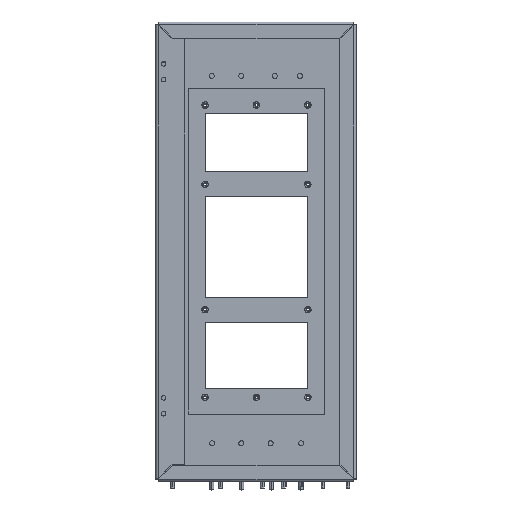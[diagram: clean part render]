
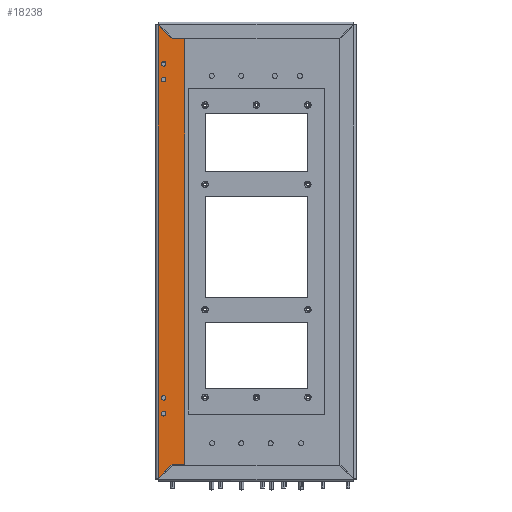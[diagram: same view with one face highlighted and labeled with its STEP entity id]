
A CAD part, top view. The second image highlights one B-rep face of the part: STEP entity #18238.
In plain terms, the highlighted planar face has unit normal (0, 0, 1).
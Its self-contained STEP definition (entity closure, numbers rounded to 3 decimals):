
#106 = ORIENTED_EDGE ( 'NONE', *, *, #7578, .F. ) ;
#343 = FACE_BOUND ( 'NONE', #12633, .T. ) ;
#436 = ORIENTED_EDGE ( 'NONE', *, *, #9096, .F. ) ;
#479 = CIRCLE ( 'NONE', #8971, 2.75 ) ;
#546 = DIRECTION ( 'NONE',  ( 0., 0., 1. ) ) ;
#772 = DIRECTION ( 'NONE',  ( 0.707, -0.707, 0. ) ) ;
#834 = CARTESIAN_POINT ( 'NONE',  ( -107.83, 205.95, 228. ) ) ;
#955 = VERTEX_POINT ( 'NONE', #14480 ) ;
#1067 = CIRCLE ( 'NONE', #18420, 2.75 ) ;
#1385 = AXIS2_PLACEMENT_3D ( 'NONE', #17362, #5491, #15585 ) ;
#1519 = DIRECTION ( 'NONE',  ( 0., 0., 1. ) ) ;
#1576 = PLANE ( 'NONE',  #12825 ) ;
#1657 = VERTEX_POINT ( 'NONE', #18628 ) ;
#1796 = FACE_BOUND ( 'NONE', #19237, .T. ) ;
#2755 = LINE ( 'NONE', #7836, #12602 ) ;
#2851 = ORIENTED_EDGE ( 'NONE', *, *, #14018, .F. ) ;
#2951 = EDGE_CURVE ( 'NONE', #955, #7284, #7979, .T. ) ;
#3026 = EDGE_CURVE ( 'NONE', #18833, #12818, #2755, .T. ) ;
#3072 = VERTEX_POINT ( 'NONE', #4087 ) ;
#3155 = CARTESIAN_POINT ( 'NONE',  ( -117.263, -271.556, 228. ) ) ;
#3297 = CARTESIAN_POINT ( 'NONE',  ( -85.5, -254.793, 228. ) ) ;
#3317 = DIRECTION ( 'NONE',  ( 0., 0., 1. ) ) ;
#3410 = LINE ( 'NONE', #10164, #6405 ) ;
#3646 = DIRECTION ( 'NONE',  ( 1., 0., 0. ) ) ;
#4087 = CARTESIAN_POINT ( 'NONE',  ( -85.5, -254.793, 228. ) ) ;
#4128 = ORIENTED_EDGE ( 'NONE', *, *, #7764, .F. ) ;
#4668 = VECTOR ( 'NONE', #15471, 1000. ) ;
#4935 = DIRECTION ( 'NONE',  ( 1., 0., 0. ) ) ;
#5335 = FACE_BOUND ( 'NONE', #12238, .T. ) ;
#5443 = DIRECTION ( 'NONE',  ( -1., 0., 0. ) ) ;
#5491 = DIRECTION ( 'NONE',  ( 0., 0., 1. ) ) ;
#5518 = ORIENTED_EDGE ( 'NONE', *, *, #3026, .F. ) ;
#5730 = AXIS2_PLACEMENT_3D ( 'NONE', #8191, #3317, #11623 ) ;
#6276 = EDGE_CURVE ( 'NONE', #19013, #8852, #1067, .T. ) ;
#6285 = CARTESIAN_POINT ( 'NONE',  ( -110.58, 205.95, 228. ) ) ;
#6405 = VECTOR ( 'NONE', #10390, 1000. ) ;
#6575 = VERTEX_POINT ( 'NONE', #9648 ) ;
#6595 = ORIENTED_EDGE ( 'NONE', *, *, #9282, .F. ) ;
#6684 = CIRCLE ( 'NONE', #1385, 2.75 ) ;
#6700 = CIRCLE ( 'NONE', #14500, 2.75 ) ;
#6824 = CARTESIAN_POINT ( 'NONE',  ( -113.33, -175., 228. ) ) ;
#7252 = EDGE_CURVE ( 'NONE', #12561, #18833, #3410, .T. ) ;
#7284 = VERTEX_POINT ( 'NONE', #8951 ) ;
#7578 = EDGE_CURVE ( 'NONE', #7284, #955, #11299, .T. ) ;
#7686 = DIRECTION ( 'NONE',  ( 0., 0., 1. ) ) ;
#7729 = CARTESIAN_POINT ( 'NONE',  ( -107.83, -175., 228. ) ) ;
#7764 = EDGE_CURVE ( 'NONE', #8852, #19013, #6684, .T. ) ;
#7836 = CARTESIAN_POINT ( 'NONE',  ( -117.263, 271.556, 228. ) ) ;
#7975 = DIRECTION ( 'NONE',  ( -1., 0., 0. ) ) ;
#7979 = CIRCLE ( 'NONE', #8331, 2.75 ) ;
#8055 = LINE ( 'NONE', #3297, #11286 ) ;
#8191 = CARTESIAN_POINT ( 'NONE',  ( -110.58, -194.05, 228. ) ) ;
#8331 = AXIS2_PLACEMENT_3D ( 'NONE', #20982, #546, #3646 ) ;
#8542 = CIRCLE ( 'NONE', #5730, 2.75 ) ;
#8697 = CARTESIAN_POINT ( 'NONE',  ( -85.5, 254.793, 228. ) ) ;
#8850 = CARTESIAN_POINT ( 'NONE',  ( -117.263, 271.556, 228. ) ) ;
#8852 = VERTEX_POINT ( 'NONE', #6824 ) ;
#8951 = CARTESIAN_POINT ( 'NONE',  ( -107.83, 225., 228. ) ) ;
#8971 = AXIS2_PLACEMENT_3D ( 'NONE', #6285, #12842, #11278 ) ;
#9096 = EDGE_CURVE ( 'NONE', #12802, #1657, #20182, .T. ) ;
#9282 = EDGE_CURVE ( 'NONE', #6575, #12846, #6700, .T. ) ;
#9454 = ORIENTED_EDGE ( 'NONE', *, *, #6276, .F. ) ;
#9648 = CARTESIAN_POINT ( 'NONE',  ( -113.33, 205.95, 228. ) ) ;
#10005 = VERTEX_POINT ( 'NONE', #16046 ) ;
#10030 = CARTESIAN_POINT ( 'NONE',  ( -110.58, 225., 228. ) ) ;
#10164 = CARTESIAN_POINT ( 'NONE',  ( -117.263, 272.293, 228. ) ) ;
#10390 = DIRECTION ( 'NONE',  ( 0., 1., 0. ) ) ;
#10421 = CARTESIAN_POINT ( 'NONE',  ( 0., 0., 228. ) ) ;
#10572 = EDGE_CURVE ( 'NONE', #1657, #12802, #8542, .T. ) ;
#11181 = LINE ( 'NONE', #12625, #18377 ) ;
#11278 = DIRECTION ( 'NONE',  ( 1., 0., 0. ) ) ;
#11286 = VECTOR ( 'NONE', #13495, 1000. ) ;
#11299 = CIRCLE ( 'NONE', #19466, 2.75 ) ;
#11623 = DIRECTION ( 'NONE',  ( 1., 0., 0. ) ) ;
#11997 = CARTESIAN_POINT ( 'NONE',  ( -110.58, -175., 228. ) ) ;
#12100 = FACE_BOUND ( 'NONE', #13803, .T. ) ;
#12238 = EDGE_LOOP ( 'NONE', ( #436, #19887 ) ) ;
#12561 = VERTEX_POINT ( 'NONE', #3155 ) ;
#12568 = CARTESIAN_POINT ( 'NONE',  ( -100.5, 254.793, 228. ) ) ;
#12602 = VECTOR ( 'NONE', #772, 1000. ) ;
#12625 = CARTESIAN_POINT ( 'NONE',  ( 266.961, 112.668, 228. ) ) ;
#12633 = EDGE_LOOP ( 'NONE', ( #9454, #4128 ) ) ;
#12802 = VERTEX_POINT ( 'NONE', #16030 ) ;
#12818 = VERTEX_POINT ( 'NONE', #12568 ) ;
#12825 = AXIS2_PLACEMENT_3D ( 'NONE', #10421, #13420, #5443 ) ;
#12842 = DIRECTION ( 'NONE',  ( 0., 0., 1. ) ) ;
#12846 = VERTEX_POINT ( 'NONE', #834 ) ;
#13207 = ORIENTED_EDGE ( 'NONE', *, *, #13854, .F. ) ;
#13420 = DIRECTION ( 'NONE',  ( 0., 0., -1. ) ) ;
#13479 = EDGE_CURVE ( 'NONE', #16274, #12818, #19666, .T. ) ;
#13495 = DIRECTION ( 'NONE',  ( -1., 0., 0. ) ) ;
#13803 = EDGE_LOOP ( 'NONE', ( #106, #17827 ) ) ;
#13849 = ORIENTED_EDGE ( 'NONE', *, *, #15756, .F. ) ;
#13854 = EDGE_CURVE ( 'NONE', #10005, #12561, #11181, .T. ) ;
#14018 = EDGE_CURVE ( 'NONE', #3072, #10005, #8055, .T. ) ;
#14480 = CARTESIAN_POINT ( 'NONE',  ( -113.33, 225., 228. ) ) ;
#14500 = AXIS2_PLACEMENT_3D ( 'NONE', #17339, #20799, #18910 ) ;
#15087 = CARTESIAN_POINT ( 'NONE',  ( -85.5, 254.793, 228. ) ) ;
#15336 = DIRECTION ( 'NONE',  ( 0., 0., 1. ) ) ;
#15471 = DIRECTION ( 'NONE',  ( 0., -1., 0. ) ) ;
#15585 = DIRECTION ( 'NONE',  ( 1., 0., 0. ) ) ;
#15756 = EDGE_CURVE ( 'NONE', #16274, #3072, #17141, .T. ) ;
#16030 = CARTESIAN_POINT ( 'NONE',  ( -107.83, -194.05, 228. ) ) ;
#16046 = CARTESIAN_POINT ( 'NONE',  ( -100.5, -254.793, 228. ) ) ;
#16274 = VERTEX_POINT ( 'NONE', #15087 ) ;
#16631 = AXIS2_PLACEMENT_3D ( 'NONE', #19479, #7686, #21477 ) ;
#16870 = ORIENTED_EDGE ( 'NONE', *, *, #18897, .F. ) ;
#17000 = DIRECTION ( 'NONE',  ( 1., 0., 0. ) ) ;
#17141 = LINE ( 'NONE', #8697, #4668 ) ;
#17339 = CARTESIAN_POINT ( 'NONE',  ( -110.58, 205.95, 228. ) ) ;
#17362 = CARTESIAN_POINT ( 'NONE',  ( -110.58, -175., 228. ) ) ;
#17687 = VECTOR ( 'NONE', #7975, 1000. ) ;
#17827 = ORIENTED_EDGE ( 'NONE', *, *, #2951, .F. ) ;
#18238 = ADVANCED_FACE ( 'NONE', ( #343, #5335, #12100, #1796, #20672 ), #1576, .F. ) ;
#18377 = VECTOR ( 'NONE', #19315, 1000. ) ;
#18420 = AXIS2_PLACEMENT_3D ( 'NONE', #11997, #15336, #17000 ) ;
#18628 = CARTESIAN_POINT ( 'NONE',  ( -113.33, -194.05, 228. ) ) ;
#18833 = VERTEX_POINT ( 'NONE', #8850 ) ;
#18897 = EDGE_CURVE ( 'NONE', #12846, #6575, #479, .T. ) ;
#18910 = DIRECTION ( 'NONE',  ( 1., 0., 0. ) ) ;
#19013 = VERTEX_POINT ( 'NONE', #7729 ) ;
#19237 = EDGE_LOOP ( 'NONE', ( #16870, #6595 ) ) ;
#19297 = ORIENTED_EDGE ( 'NONE', *, *, #7252, .F. ) ;
#19315 = DIRECTION ( 'NONE',  ( -0.707, -0.707, 0. ) ) ;
#19466 = AXIS2_PLACEMENT_3D ( 'NONE', #10030, #1519, #4935 ) ;
#19479 = CARTESIAN_POINT ( 'NONE',  ( -110.58, -194.05, 228. ) ) ;
#19634 = ORIENTED_EDGE ( 'NONE', *, *, #13479, .T. ) ;
#19666 = LINE ( 'NONE', #19766, #17687 ) ;
#19766 = CARTESIAN_POINT ( 'NONE',  ( -85.5, 254.793, 228. ) ) ;
#19887 = ORIENTED_EDGE ( 'NONE', *, *, #10572, .F. ) ;
#20182 = CIRCLE ( 'NONE', #16631, 2.75 ) ;
#20672 = FACE_OUTER_BOUND ( 'NONE', #21078, .T. ) ;
#20799 = DIRECTION ( 'NONE',  ( 0., 0., 1. ) ) ;
#20982 = CARTESIAN_POINT ( 'NONE',  ( -110.58, 225., 228. ) ) ;
#21078 = EDGE_LOOP ( 'NONE', ( #13207, #2851, #13849, #19634, #5518, #19297 ) ) ;
#21477 = DIRECTION ( 'NONE',  ( 1., 0., 0. ) ) ;
